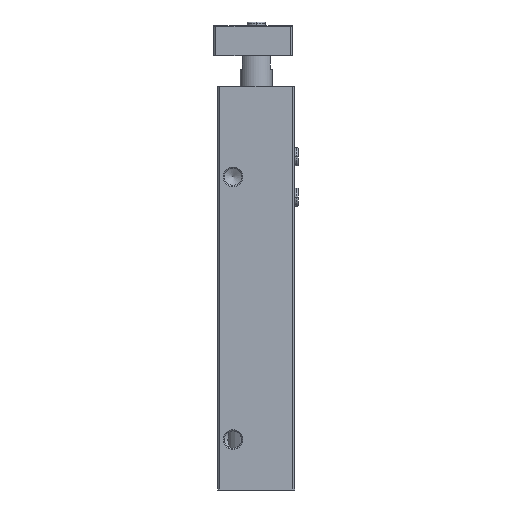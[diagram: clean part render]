
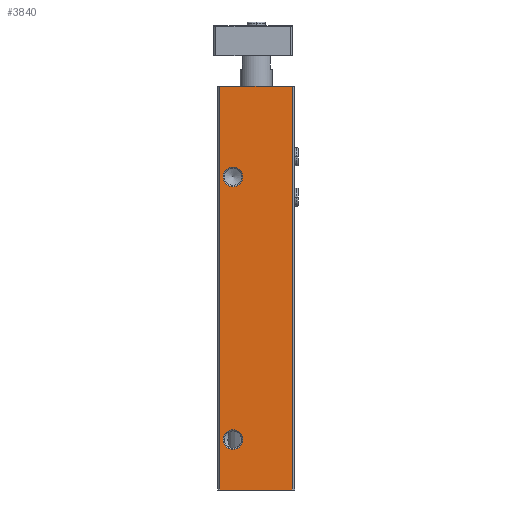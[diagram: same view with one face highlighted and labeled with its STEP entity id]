
A CAD part, left-side view. The second image highlights one B-rep face of the part: STEP entity #3840.
In plain terms, the highlighted planar face has unit normal (-1, 0, 0).
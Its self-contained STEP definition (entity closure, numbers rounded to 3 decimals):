
#73=LINE('',#5907,#335);
#74=LINE('',#5910,#336);
#75=LINE('',#5912,#337);
#76=LINE('',#5914,#338);
#335=VECTOR('',#4658,1000.);
#336=VECTOR('',#4659,1000.);
#337=VECTOR('',#4660,1000.);
#338=VECTOR('',#4661,1000.);
#597=PLANE('',#4161);
#766=CIRCLE('',#4162,4.864);
#767=CIRCLE('',#4163,4.864);
#987=ORIENTED_EDGE('',*,*,#2014,.T.);
#988=ORIENTED_EDGE('',*,*,#2015,.T.);
#989=ORIENTED_EDGE('',*,*,#2016,.F.);
#990=ORIENTED_EDGE('',*,*,#2017,.F.);
#991=ORIENTED_EDGE('',*,*,#2018,.T.);
#992=ORIENTED_EDGE('',*,*,#2019,.T.);
#2014=EDGE_CURVE('',#2527,#2527,#766,.T.);
#2015=EDGE_CURVE('',#2528,#2528,#767,.T.);
#2016=EDGE_CURVE('',#2529,#2530,#73,.T.);
#2017=EDGE_CURVE('',#2531,#2529,#74,.T.);
#2018=EDGE_CURVE('',#2531,#2532,#75,.T.);
#2019=EDGE_CURVE('',#2532,#2530,#76,.T.);
#2527=VERTEX_POINT('',#5904);
#2528=VERTEX_POINT('',#5906);
#2529=VERTEX_POINT('',#5908);
#2530=VERTEX_POINT('',#5909);
#2531=VERTEX_POINT('',#5911);
#2532=VERTEX_POINT('',#5913);
#2952=EDGE_LOOP('',(#987));
#2953=EDGE_LOOP('',(#988));
#2954=EDGE_LOOP('',(#989,#990,#991,#992));
#3347=FACE_BOUND('',#2952,.T.);
#3348=FACE_BOUND('',#2953,.T.);
#3349=FACE_BOUND('',#2954,.T.);
#3840=ADVANCED_FACE('',(#3347,#3348,#3349),#597,.T.);
#4161=AXIS2_PLACEMENT_3D('',#5902,#4652,#4653);
#4162=AXIS2_PLACEMENT_3D('',#5903,#4654,#4655);
#4163=AXIS2_PLACEMENT_3D('',#5905,#4656,#4657);
#4652=DIRECTION('',(-1.,0.,0.));
#4653=DIRECTION('',(0.,0.,1.));
#4654=DIRECTION('',(1.,0.,0.));
#4655=DIRECTION('',(0.,0.,-1.));
#4656=DIRECTION('',(1.,0.,0.));
#4657=DIRECTION('',(0.,0.,-1.));
#4658=DIRECTION('',(0.,-1.,0.));
#4659=DIRECTION('',(0.,0.,1.));
#4660=DIRECTION('',(0.,-1.,0.));
#4661=DIRECTION('',(0.,0.,1.));
#5902=CARTESIAN_POINT('',(-49.,18.,-200.));
#5903=CARTESIAN_POINT('',(-49.,11.5,-175.));
#5904=CARTESIAN_POINT('',(-49.,11.5,-179.864));
#5905=CARTESIAN_POINT('',(-49.,11.5,-44.9));
#5906=CARTESIAN_POINT('',(-49.,11.5,-49.764));
#5907=CARTESIAN_POINT('',(-49.,18.,0.));
#5908=CARTESIAN_POINT('',(-49.,18.,0.));
#5909=CARTESIAN_POINT('',(-49.,-17.8,0.));
#5910=CARTESIAN_POINT('',(-49.,18.,-200.));
#5911=CARTESIAN_POINT('',(-49.,18.,-200.));
#5912=CARTESIAN_POINT('',(-49.,18.,-200.));
#5913=CARTESIAN_POINT('',(-49.,-17.8,-200.));
#5914=CARTESIAN_POINT('',(-49.,-17.8,-200.));
